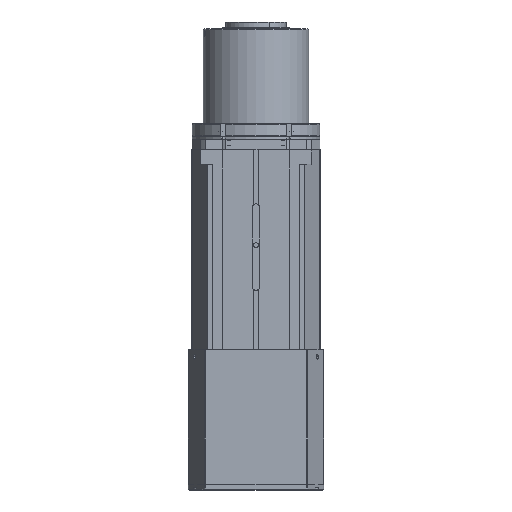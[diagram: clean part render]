
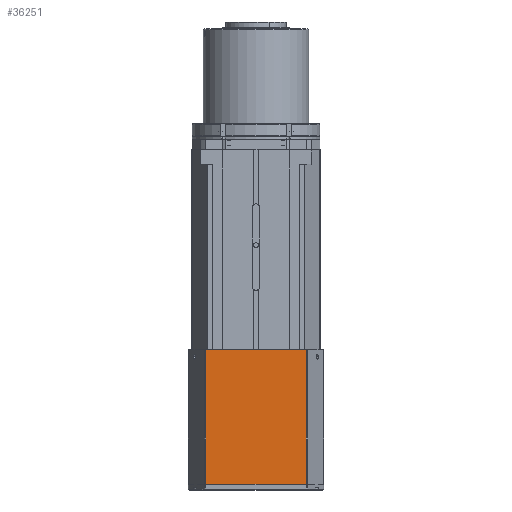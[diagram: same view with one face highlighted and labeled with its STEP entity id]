
A CAD part, front view. The second image highlights one B-rep face of the part: STEP entity #36251.
In plain terms, the highlighted planar face has unit normal (0, -1, 0).
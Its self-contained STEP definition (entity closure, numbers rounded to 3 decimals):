
#1531 = VERTEX_POINT ( 'NONE', #25888 ) ;
#1824 = DIRECTION ( 'NONE',  ( 0., 0., 1. ) ) ;
#2171 = LINE ( 'NONE', #34682, #11158 ) ;
#2410 = AXIS2_PLACEMENT_3D ( 'NONE', #16589, #30794, #9866 ) ;
#3516 = ORIENTED_EDGE ( 'NONE', *, *, #22004, .F. ) ;
#6148 = FACE_OUTER_BOUND ( 'NONE', #23956, .T. ) ;
#9233 = VECTOR ( 'NONE', #1824, 1000. ) ;
#9645 = CARTESIAN_POINT ( 'NONE',  ( 0., -70.5, -96. ) ) ;
#9866 = DIRECTION ( 'NONE',  ( 1., 0., 0. ) ) ;
#11025 = ORIENTED_EDGE ( 'NONE', *, *, #36267, .T. ) ;
#11158 = VECTOR ( 'NONE', #16995, 1000. ) ;
#11657 = VERTEX_POINT ( 'NONE', #31586 ) ;
#12602 = VERTEX_POINT ( 'NONE', #36122 ) ;
#12720 = CARTESIAN_POINT ( 'NONE',  ( 52.052, -70.5, -96. ) ) ;
#13582 = VECTOR ( 'NONE', #26203, 1000. ) ;
#14746 = VERTEX_POINT ( 'NONE', #39160 ) ;
#16589 = CARTESIAN_POINT ( 'NONE',  ( 0., -70.5, -96. ) ) ;
#16975 = ORIENTED_EDGE ( 'NONE', *, *, #30227, .T. ) ;
#16995 = DIRECTION ( 'NONE',  ( 0., 0., -1. ) ) ;
#19859 = LINE ( 'NONE', #9645, #29133 ) ;
#22004 = EDGE_CURVE ( 'NONE', #14746, #1531, #22242, .T. ) ;
#22242 = LINE ( 'NONE', #43890, #13582 ) ;
#23956 = EDGE_LOOP ( 'NONE', ( #11025, #30358, #3516, #16975 ) ) ;
#24268 = DIRECTION ( 'NONE',  ( -1., 0., 0. ) ) ;
#25888 = CARTESIAN_POINT ( 'NONE',  ( -52.052, -70.5, -236. ) ) ;
#26203 = DIRECTION ( 'NONE',  ( -1., 0., 0. ) ) ;
#29133 = VECTOR ( 'NONE', #24268, 1000. ) ;
#30227 = EDGE_CURVE ( 'NONE', #14746, #12602, #44567, .T. ) ;
#30358 = ORIENTED_EDGE ( 'NONE', *, *, #36694, .T. ) ;
#30794 = DIRECTION ( 'NONE',  ( 0., -1., 0. ) ) ;
#31586 = CARTESIAN_POINT ( 'NONE',  ( -52.052, -70.5, -96. ) ) ;
#34682 = CARTESIAN_POINT ( 'NONE',  ( -52.052, -70.5, -96. ) ) ;
#36122 = CARTESIAN_POINT ( 'NONE',  ( 52.052, -70.5, -96. ) ) ;
#36251 = ADVANCED_FACE ( 'NONE', ( #6148 ), #37767, .T. ) ;
#36267 = EDGE_CURVE ( 'NONE', #12602, #11657, #19859, .T. ) ;
#36694 = EDGE_CURVE ( 'NONE', #11657, #1531, #2171, .T. ) ;
#37767 = PLANE ( 'NONE',  #2410 ) ;
#39160 = CARTESIAN_POINT ( 'NONE',  ( 52.052, -70.5, -236. ) ) ;
#43890 = CARTESIAN_POINT ( 'NONE',  ( 0., -70.5, -236. ) ) ;
#44567 = LINE ( 'NONE', #12720, #9233 ) ;
